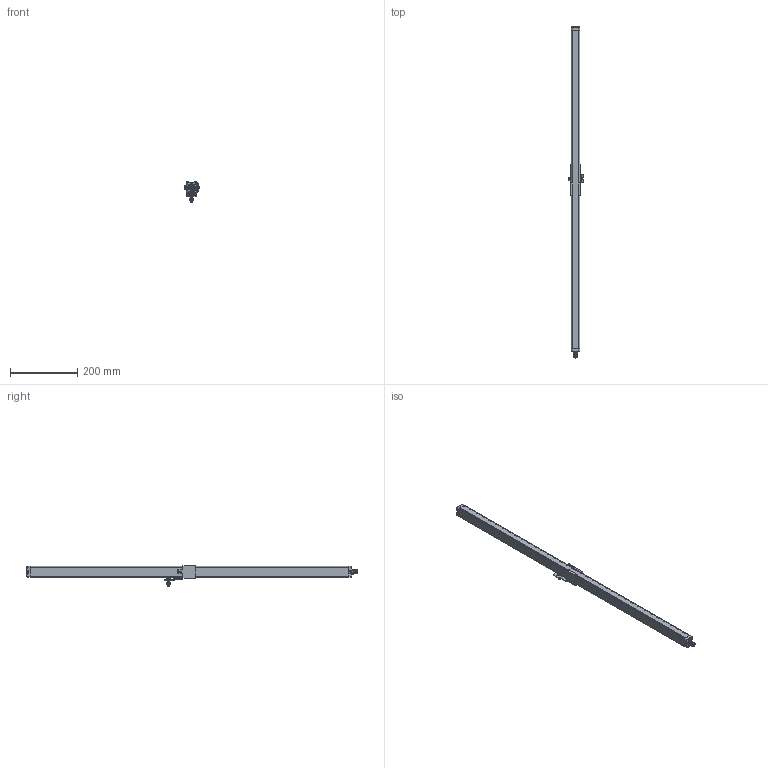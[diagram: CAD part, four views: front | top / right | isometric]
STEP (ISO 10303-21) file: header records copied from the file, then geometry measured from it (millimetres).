
FILE_DESCRIPTION((''),'2;1');
FILE_NAME('139570_SW','2008-07-16T',('banengservice'),('BANNER ENGINEERING'),'PRO/ENGINEER BY PARAMETRIC TECHNOLOGY CORPORATION, 2006170','PRO/ENGINEER BY PARAMETRIC TECHNOLOGY CORPORATION, 2006170','');
FILE_SCHEMA(('CONFIG_CONTROL_DESIGN'));
Products named in the file (1): 139570_SW
Bounding box: 42.29 x 984.8 x 61.34 mm (x, y, z)
Volume: 251910.2 mm3; surface area: 268550.9 mm2
Topology: 2 solids, 2 shells, 1081 faces, 2922 edges, 1845 vertices
Faces by surface type: cylinder 458, plane 451, bspline 91, torus 66, cone 15
Entity records: 52764 total; most frequent: CARTESIAN_POINT 25385, ORIENTED_EDGE 5844, DIRECTION 5716, EDGE_CURVE 2922, AXIS2_PLACEMENT_3D 2056, VERTEX_POINT 1845, VECTOR 1604, LINE 1604
